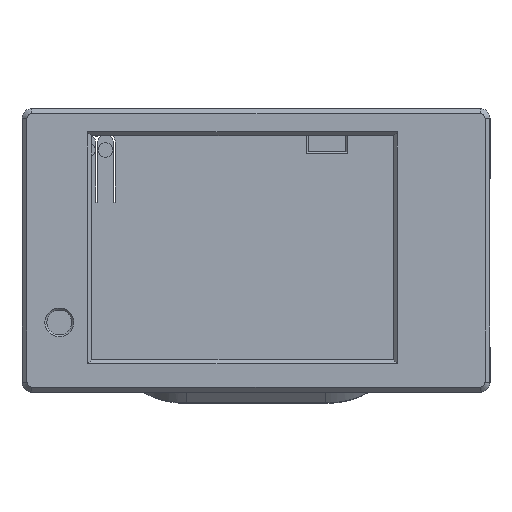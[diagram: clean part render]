
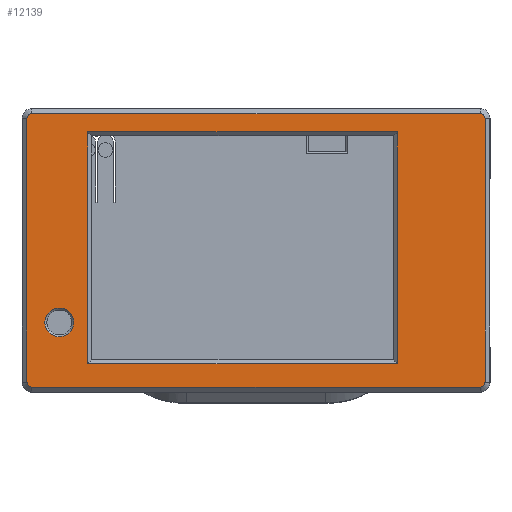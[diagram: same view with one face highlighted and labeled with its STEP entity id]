
A CAD part, top view. The second image highlights one B-rep face of the part: STEP entity #12139.
In plain terms, the highlighted planar face has unit normal (0, 0, 1).
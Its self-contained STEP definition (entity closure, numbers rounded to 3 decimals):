
#122=FACE_BOUND('',#1927,.T.);
#123=FACE_BOUND('',#1928,.T.);
#319=CIRCLE('',#12926,2.9);
#322=CIRCLE('',#12931,1.);
#323=CIRCLE('',#12932,1.);
#324=CIRCLE('',#12933,1.);
#325=CIRCLE('',#12934,1.);
#1197=FACE_OUTER_BOUND('',#1926,.T.);
#1926=EDGE_LOOP('',(#10553,#10554,#10555,#10556,#10557,#10558,#10559,#10560));
#1927=EDGE_LOOP('',(#10561,#10562,#10563,#10564));
#1928=EDGE_LOOP('',(#10565));
#3015=LINE('',#23202,#4217);
#3016=LINE('',#23206,#4218);
#3017=LINE('',#23210,#4219);
#3018=LINE('',#23214,#4220);
#3019=LINE('',#23218,#4221);
#3020=LINE('',#23220,#4222);
#3021=LINE('',#23222,#4223);
#3022=LINE('',#23223,#4224);
#4217=VECTOR('',#15366,10.);
#4218=VECTOR('',#15369,10.);
#4219=VECTOR('',#15372,10.);
#4220=VECTOR('',#15375,10.);
#4221=VECTOR('',#15378,10.);
#4222=VECTOR('',#15379,10.);
#4223=VECTOR('',#15380,10.);
#4224=VECTOR('',#15381,10.);
#5651=VERTEX_POINT('',#23190);
#5654=VERTEX_POINT('',#23200);
#5655=VERTEX_POINT('',#23201);
#5656=VERTEX_POINT('',#23203);
#5657=VERTEX_POINT('',#23205);
#5658=VERTEX_POINT('',#23207);
#5659=VERTEX_POINT('',#23209);
#5660=VERTEX_POINT('',#23211);
#5661=VERTEX_POINT('',#23213);
#5662=VERTEX_POINT('',#23216);
#5663=VERTEX_POINT('',#23217);
#5664=VERTEX_POINT('',#23219);
#5665=VERTEX_POINT('',#23221);
#7310=EDGE_CURVE('',#5651,#5651,#319,.T.);
#7315=EDGE_CURVE('',#5654,#5655,#3015,.T.);
#7316=EDGE_CURVE('',#5656,#5654,#322,.T.);
#7317=EDGE_CURVE('',#5657,#5656,#3016,.T.);
#7318=EDGE_CURVE('',#5658,#5657,#323,.T.);
#7319=EDGE_CURVE('',#5659,#5658,#3017,.T.);
#7320=EDGE_CURVE('',#5660,#5659,#324,.T.);
#7321=EDGE_CURVE('',#5661,#5660,#3018,.T.);
#7322=EDGE_CURVE('',#5655,#5661,#325,.T.);
#7323=EDGE_CURVE('',#5662,#5663,#3019,.T.);
#7324=EDGE_CURVE('',#5664,#5662,#3020,.T.);
#7325=EDGE_CURVE('',#5665,#5664,#3021,.T.);
#7326=EDGE_CURVE('',#5663,#5665,#3022,.T.);
#10553=ORIENTED_EDGE('',*,*,#7315,.F.);
#10554=ORIENTED_EDGE('',*,*,#7316,.F.);
#10555=ORIENTED_EDGE('',*,*,#7317,.F.);
#10556=ORIENTED_EDGE('',*,*,#7318,.F.);
#10557=ORIENTED_EDGE('',*,*,#7319,.F.);
#10558=ORIENTED_EDGE('',*,*,#7320,.F.);
#10559=ORIENTED_EDGE('',*,*,#7321,.F.);
#10560=ORIENTED_EDGE('',*,*,#7322,.F.);
#10561=ORIENTED_EDGE('',*,*,#7323,.F.);
#10562=ORIENTED_EDGE('',*,*,#7324,.F.);
#10563=ORIENTED_EDGE('',*,*,#7325,.F.);
#10564=ORIENTED_EDGE('',*,*,#7326,.F.);
#10565=ORIENTED_EDGE('',*,*,#7310,.F.);
#11473=PLANE('',#12930);
#12139=ADVANCED_FACE('',(#1197,#122,#123),#11473,.T.);
#12926=AXIS2_PLACEMENT_3D('',#23191,#15354,#15355);
#12930=AXIS2_PLACEMENT_3D('',#23199,#15364,#15365);
#12931=AXIS2_PLACEMENT_3D('',#23204,#15367,#15368);
#12932=AXIS2_PLACEMENT_3D('',#23208,#15370,#15371);
#12933=AXIS2_PLACEMENT_3D('',#23212,#15373,#15374);
#12934=AXIS2_PLACEMENT_3D('',#23215,#15376,#15377);
#15354=DIRECTION('center_axis',(0.,0.,
1.));
#15355=DIRECTION('ref_axis',(-1.,0.,0.));
#15364=DIRECTION('center_axis',(0.,0.,
1.));
#15365=DIRECTION('ref_axis',(1.,0.,0.));
#15366=DIRECTION('',(1.,0.,0.));
#15367=DIRECTION('center_axis',(0.,0.,
-1.));
#15368=DIRECTION('ref_axis',(-0.707,0.707,0.));
#15369=DIRECTION('',(0.,1.,0.));
#15370=DIRECTION('center_axis',(0.,0.,
-1.));
#15371=DIRECTION('ref_axis',(-0.707,-0.707,0.));
#15372=DIRECTION('',(-1.,0.,0.));
#15373=DIRECTION('center_axis',(0.,0.,
-1.));
#15374=DIRECTION('ref_axis',(0.707,-0.707,0.));
#15375=DIRECTION('',(0.,-1.,0.));
#15376=DIRECTION('center_axis',(0.,0.,
-1.));
#15377=DIRECTION('ref_axis',(0.707,0.707,0.));
#15378=DIRECTION('',(-1.,0.,0.));
#15379=DIRECTION('',(0.,1.,0.));
#15380=DIRECTION('',(1.,0.,0.));
#15381=DIRECTION('',(0.,-1.,0.));
#23190=CARTESIAN_POINT('',(6.35,-14.5,5.5));
#23191=CARTESIAN_POINT('Origin',(3.45,-14.5,5.5));
#23199=CARTESIAN_POINT('Origin',(43.55,0.,
5.5));
#23200=CARTESIAN_POINT('',(-2.05,27.5,5.5));
#23201=CARTESIAN_POINT('',(88.05,27.5,5.5));
#23202=CARTESIAN_POINT('',(65.3,27.5,5.5));
#23203=CARTESIAN_POINT('',(-3.05,26.5,5.5));
#23204=CARTESIAN_POINT('Origin',(-2.05,26.5,5.5));
#23205=CARTESIAN_POINT('',(-3.05,-26.5,5.5));
#23206=CARTESIAN_POINT('',(-3.05,12.75,5.5));
#23207=CARTESIAN_POINT('',(-2.05,-27.5,5.5));
#23208=CARTESIAN_POINT('Origin',(-2.05,-26.5,5.5));
#23209=CARTESIAN_POINT('',(88.05,-27.5,5.5));
#23210=CARTESIAN_POINT('',(21.8,-27.5,5.5));
#23211=CARTESIAN_POINT('',(89.05,-26.5,5.5));
#23212=CARTESIAN_POINT('Origin',(88.05,-26.5,5.5));
#23213=CARTESIAN_POINT('',(89.05,26.5,5.5));
#23214=CARTESIAN_POINT('',(89.05,-12.75,5.5));
#23215=CARTESIAN_POINT('Origin',(88.05,26.5,5.5));
#23216=CARTESIAN_POINT('',(71.45,23.8,5.5));
#23217=CARTESIAN_POINT('',(9.15,23.8,5.5));
#23218=CARTESIAN_POINT('',(27.3,23.8,5.5));
#23219=CARTESIAN_POINT('',(71.45,-22.8,5.5));
#23220=CARTESIAN_POINT('',(71.45,11.5,5.5));
#23221=CARTESIAN_POINT('',(9.15,-22.8,5.5));
#23222=CARTESIAN_POINT('',(57.1,-22.8,5.5));
#23223=CARTESIAN_POINT('',(9.15,-11.,5.5));
